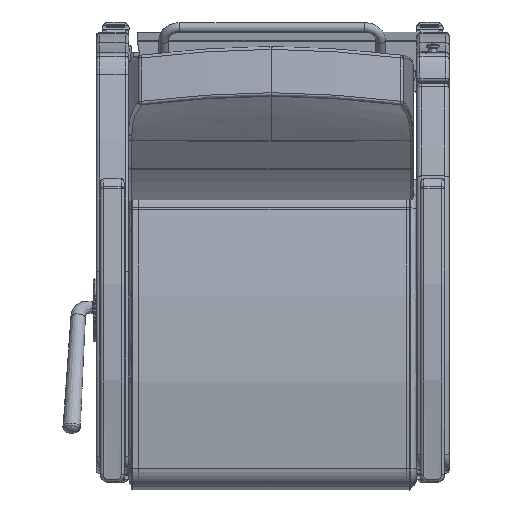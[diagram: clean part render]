
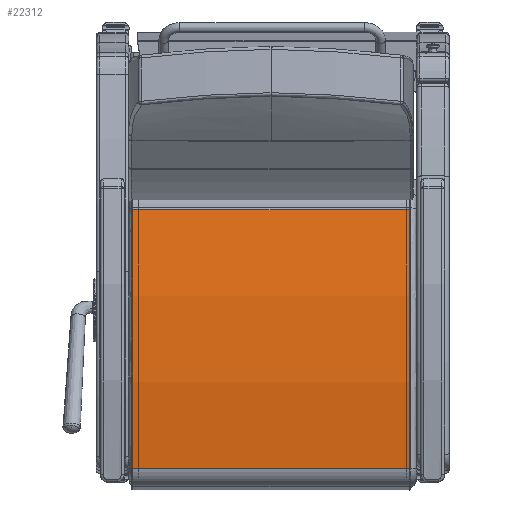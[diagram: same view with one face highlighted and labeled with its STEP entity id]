
A CAD part, front view. The second image highlights one B-rep face of the part: STEP entity #22312.
In plain terms, the highlighted free-form (B-spline) face has degree [3, 1] with [18, 2] control points.
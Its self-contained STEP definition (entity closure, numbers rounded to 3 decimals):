
#1701=ELLIPSE('',#25174,60.179,60.125);
#1706=ELLIPSE('',#25196,60.179,60.125);
#3815=LINE('',#63695,#5293);
#3817=LINE('',#63736,#5295);
#5293=VECTOR('',#31649,0.394);
#5295=VECTOR('',#31653,0.394);
#6562=FACE_OUTER_BOUND('',#7983,.T.);
#7983=EDGE_LOOP('',(#20848,#20849,#20850,#20851));
#11756=VERTEX_POINT('',#63455);
#11757=VERTEX_POINT('',#63456);
#11772=VERTEX_POINT('',#63694);
#11774=VERTEX_POINT('',#63735);
#14960=EDGE_CURVE('',#11756,#11757,#1701,.T.);
#14982=EDGE_CURVE('',#11772,#11757,#3815,.T.);
#14985=EDGE_CURVE('',#11774,#11756,#3817,.T.);
#14986=EDGE_CURVE('',#11772,#11774,#1706,.T.);
#20848=ORIENTED_EDGE('',*,*,#14960,.F.);
#20849=ORIENTED_EDGE('',*,*,#14985,.F.);
#20850=ORIENTED_EDGE('',*,*,#14986,.F.);
#20851=ORIENTED_EDGE('',*,*,#14982,.T.);
#21081=B_SPLINE_SURFACE_WITH_KNOTS('',3,1,((#63699,#63700),(#63701,#63702),
(#63703,#63704),(#63705,#63706),(#63707,#63708),(#63709,#63710),(#63711,
#63712),(#63713,#63714),(#63715,#63716),(#63717,#63718),(#63719,#63720),
(#63721,#63722),(#63723,#63724),(#63725,#63726),(#63727,#63728),(#63729,
#63730),(#63731,#63732),(#63733,#63734)),.UNSPECIFIED.,.F.,.F.,.F.,(4,1,
1,1,1,1,1,1,1,1,1,1,1,1,1,4),(2,2),(1.362,1.39,1.418,
1.431,1.459,1.473,1.501,1.515,
1.543,1.557,1.585,1.599,1.626,
1.64,1.668,1.696),(0.,54.61),
 .UNSPECIFIED.);
#22312=ADVANCED_FACE('',(#6562),#21081,.T.);
#25174=AXIS2_PLACEMENT_3D('',#63457,#31603,#31604);
#25196=AXIS2_PLACEMENT_3D('',#63737,#31654,#31655);
#31603=DIRECTION('center_axis',(0.,0.,
-1.));
#31604=DIRECTION('ref_axis',(1.,0.,0.));
#31649=DIRECTION('',(0.,0.,-1.));
#31653=DIRECTION('',(0.,0.,-1.));
#31654=DIRECTION('center_axis',(0.,0.,
1.));
#31655=DIRECTION('ref_axis',(1.,0.,0.));
#63455=CARTESIAN_POINT('',(3.623,-1.808,0.562));
#63456=CARTESIAN_POINT('',(23.633,-2.645,0.562));
#63457=CARTESIAN_POINT('Origin',(11.145,-61.462,0.562));
#63694=CARTESIAN_POINT('',(23.633,-2.645,21.938));
#63695=CARTESIAN_POINT('',(23.633,-2.645,22.));
#63699=CARTESIAN_POINT('Ctrl Pts',(3.623,-1.808,22.));
#63700=CARTESIAN_POINT('Ctrl Pts',(3.623,-1.808,0.5));
#63701=CARTESIAN_POINT('Ctrl Pts',(4.178,-1.738,22.));
#63702=CARTESIAN_POINT('Ctrl Pts',(4.178,-1.738,0.5));
#63703=CARTESIAN_POINT('Ctrl Pts',(5.289,-1.614,22.));
#63704=CARTESIAN_POINT('Ctrl Pts',(5.289,-1.614,0.5));
#63705=CARTESIAN_POINT('Ctrl Pts',(6.681,-1.498,22.));
#63706=CARTESIAN_POINT('Ctrl Pts',(6.681,-1.498,0.5));
#63707=CARTESIAN_POINT('Ctrl Pts',(8.076,-1.41,22.));
#63708=CARTESIAN_POINT('Ctrl Pts',(8.076,-1.41,0.5));
#63709=CARTESIAN_POINT('Ctrl Pts',(9.193,-1.364,22.));
#63710=CARTESIAN_POINT('Ctrl Pts',(9.193,-1.364,0.5));
#63711=CARTESIAN_POINT('Ctrl Pts',(10.59,-1.335,22.));
#63712=CARTESIAN_POINT('Ctrl Pts',(10.59,-1.335,0.5));
#63713=CARTESIAN_POINT('Ctrl Pts',(11.708,-1.335,22.));
#63714=CARTESIAN_POINT('Ctrl Pts',(11.708,-1.335,0.5));
#63715=CARTESIAN_POINT('Ctrl Pts',(13.105,-1.364,22.));
#63716=CARTESIAN_POINT('Ctrl Pts',(13.105,-1.364,0.5));
#63717=CARTESIAN_POINT('Ctrl Pts',(14.222,-1.411,22.));
#63718=CARTESIAN_POINT('Ctrl Pts',(14.222,-1.411,0.5));
#63719=CARTESIAN_POINT('Ctrl Pts',(15.616,-1.498,22.));
#63720=CARTESIAN_POINT('Ctrl Pts',(15.616,-1.498,0.5));
#63721=CARTESIAN_POINT('Ctrl Pts',(16.73,-1.591,22.));
#63722=CARTESIAN_POINT('Ctrl Pts',(16.73,-1.591,0.5));
#63723=CARTESIAN_POINT('Ctrl Pts',(18.12,-1.737,22.));
#63724=CARTESIAN_POINT('Ctrl Pts',(18.12,-1.737,0.5));
#63725=CARTESIAN_POINT('Ctrl Pts',(19.229,-1.877,22.));
#63726=CARTESIAN_POINT('Ctrl Pts',(19.229,-1.877,0.5));
#63727=CARTESIAN_POINT('Ctrl Pts',(20.611,-2.08,22.));
#63728=CARTESIAN_POINT('Ctrl Pts',(20.611,-2.08,0.5));
#63729=CARTESIAN_POINT('Ctrl Pts',(21.989,-2.313,22.));
#63730=CARTESIAN_POINT('Ctrl Pts',(21.989,-2.313,0.5));
#63731=CARTESIAN_POINT('Ctrl Pts',(23.086,-2.529,22.));
#63732=CARTESIAN_POINT('Ctrl Pts',(23.086,-2.529,0.5));
#63733=CARTESIAN_POINT('Ctrl Pts',(23.633,-2.645,22.));
#63734=CARTESIAN_POINT('Ctrl Pts',(23.633,-2.645,0.5));
#63735=CARTESIAN_POINT('',(3.623,-1.808,21.938));
#63736=CARTESIAN_POINT('',(3.623,-1.808,22.));
#63737=CARTESIAN_POINT('Origin',(11.145,-61.462,21.938));
